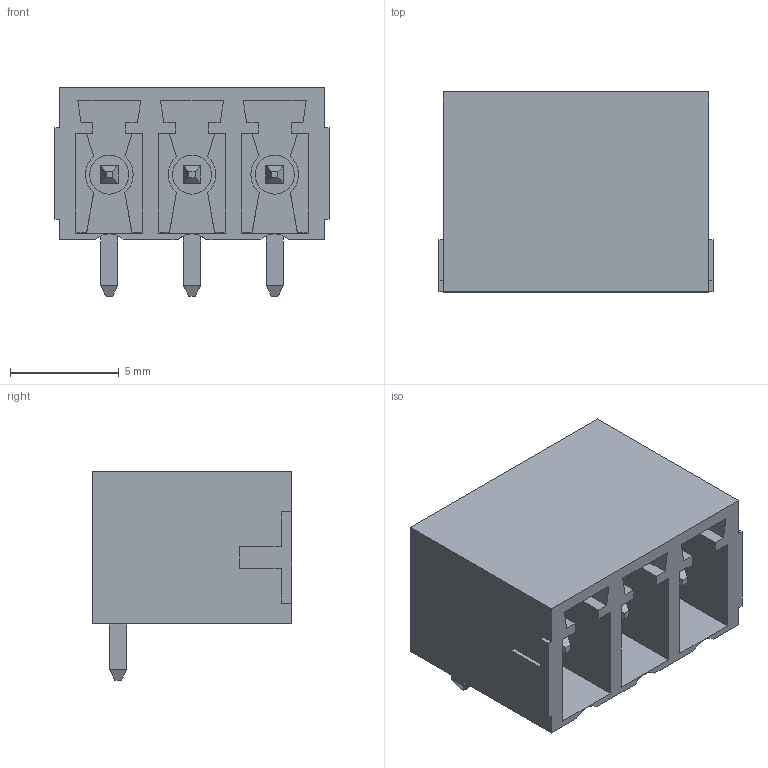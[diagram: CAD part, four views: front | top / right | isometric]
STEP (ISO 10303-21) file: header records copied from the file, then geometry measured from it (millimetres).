
FILE_DESCRIPTION(/* description */ ('Unknown'),/* implementation_level */ '2;1');
FILE_NAME(/* name */ '691701340003B',/* time_stamp */ '2024-01-10T15:05:23+01:00',/* author */ ('Unknown'),/* organization */ ('Unknown'),/* preprocessor_version */ 'ST-DEVELOPER v18.102',/* originating_system */ 'Solid Edge',/* authorisation */ 'Unknown');
FILE_SCHEMA (('AUTOMOTIVE_DESIGN {1 0 10303 214 3 1 1}'));
Length unit declared in the file: millimetre
Products named in the file (3): 6917013400xxB; 691701340003B; 6917013400xxB_Pin
Assembly tree (4 placements, depth 2):
  6917013400xxB
    691701340003B
    6917013400xxB_Pin  x3
Bounding box: 12.62 x 9.2 x 9.61 mm (x, y, z)
Volume: 430.6 mm3; surface area: 1138.7 mm2
Topology: 4 solids, 4 shells, 241 faces, 669 edges, 433 vertices
Faces by surface type: plane 220, cylinder 21
Full cylindrical faces by diameter (mm): 1.25 x3, 1.8 x3
Entity records: 6626 total; most frequent: CARTESIAN_POINT 1166, ORIENTED_EDGE 1154, DIRECTION 1040, EDGE_CURVE 577, LINE 534, VECTOR 534, VERTEX_POINT 379, AXIS2_PLACEMENT_3D 253
